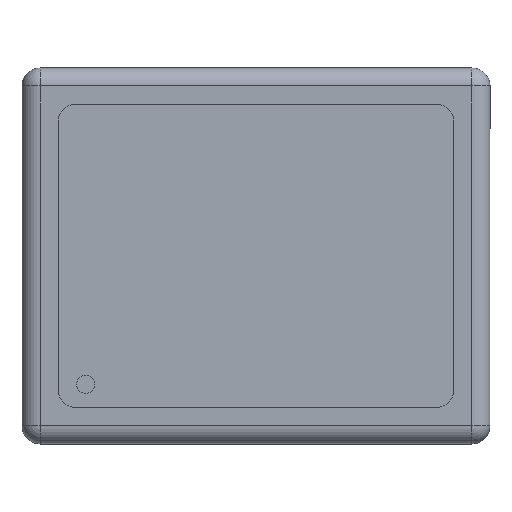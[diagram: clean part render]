
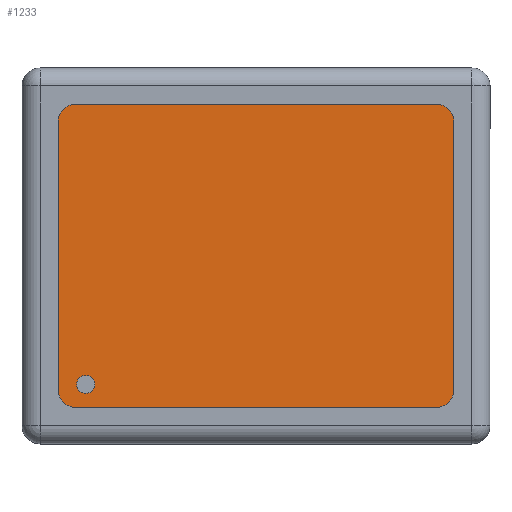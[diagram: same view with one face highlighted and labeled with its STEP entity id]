
A CAD part, top view. The second image highlights one B-rep face of the part: STEP entity #1233.
In plain terms, the highlighted planar face has unit normal (0, 0, 1).
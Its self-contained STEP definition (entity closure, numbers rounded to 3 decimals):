
#889=CARTESIAN_POINT('',(-9.43,-6.62,10.5));
#890=VERTEX_POINT('',#889);
#906=CARTESIAN_POINT('',(-9.43,-7.62,10.5));
#907=VERTEX_POINT('',#906);
#914=CARTESIAN_POINT('',(-9.43,-7.12,10.5));
#915=DIRECTION('',(0.0,0.0,-1.0));
#916=DIRECTION('',(0.0,1.0,0.0));
#917=AXIS2_PLACEMENT_3D('',#914,#915,#916);
#918=CIRCLE('',#917,0.5);
#919=EDGE_CURVE('',#890,#907,#918,.T.);
#930=CARTESIAN_POINT('',(-9.43,-7.12,10.5));
#931=DIRECTION('',(0.0,0.0,-1.0));
#932=DIRECTION('',(0.0,1.0,0.0));
#933=AXIS2_PLACEMENT_3D('',#930,#931,#932);
#934=CIRCLE('',#933,0.5);
#935=EDGE_CURVE('',#907,#890,#934,.T.);
#963=CARTESIAN_POINT('',(9.95,8.4,10.5));
#964=VERTEX_POINT('',#963);
#965=CARTESIAN_POINT('',(10.95,7.4,10.5));
#966=VERTEX_POINT('',#965);
#967=CARTESIAN_POINT('',(9.95,7.4,10.5));
#968=DIRECTION('',(0.0,0.0,-1.0));
#969=DIRECTION('',(0.707,0.707,0.0));
#970=AXIS2_PLACEMENT_3D('',#967,#968,#969);
#971=CIRCLE('',#970,1.);
#972=EDGE_CURVE('',#964,#966,#971,.T.);
#1005=CARTESIAN_POINT('',(10.95,-7.4,10.5));
#1006=VERTEX_POINT('',#1005);
#1007=CARTESIAN_POINT('',(10.95,7.4,10.5));
#1008=DIRECTION('',(0.0,-1.0,0.0));
#1009=VECTOR('',#1008,14.8);
#1010=LINE('',#1007,#1009);
#1011=EDGE_CURVE('',#966,#1006,#1010,.T.);
#1036=CARTESIAN_POINT('',(9.95,-8.4,10.5));
#1037=VERTEX_POINT('',#1036);
#1038=CARTESIAN_POINT('',(9.95,-7.4,10.5));
#1039=DIRECTION('',(0.0,0.0,-1.0));
#1040=DIRECTION('',(0.707,-0.707,0.0));
#1041=AXIS2_PLACEMENT_3D('',#1038,#1039,#1040);
#1042=CIRCLE('',#1041,1.0);
#1043=EDGE_CURVE('',#1006,#1037,#1042,.T.);
#1069=CARTESIAN_POINT('',(-9.95,-8.4,10.5));
#1070=VERTEX_POINT('',#1069);
#1071=CARTESIAN_POINT('',(9.95,-8.4,10.5));
#1072=DIRECTION('',(-1.0,0.0,0.0));
#1073=VECTOR('',#1072,19.9);
#1074=LINE('',#1071,#1073);
#1075=EDGE_CURVE('',#1037,#1070,#1074,.T.);
#1100=CARTESIAN_POINT('',(-10.95,-7.4,10.5));
#1101=VERTEX_POINT('',#1100);
#1102=CARTESIAN_POINT('',(-9.95,-7.4,10.5));
#1103=DIRECTION('',(0.0,0.0,-1.0));
#1104=DIRECTION('',(-0.707,-0.707,0.0));
#1105=AXIS2_PLACEMENT_3D('',#1102,#1103,#1104);
#1106=CIRCLE('',#1105,1.0);
#1107=EDGE_CURVE('',#1070,#1101,#1106,.T.);
#1133=CARTESIAN_POINT('',(-10.95,7.4,10.5));
#1134=VERTEX_POINT('',#1133);
#1135=CARTESIAN_POINT('',(-10.95,-7.4,10.5));
#1136=DIRECTION('',(0.0,1.0,0.0));
#1137=VECTOR('',#1136,14.8);
#1138=LINE('',#1135,#1137);
#1139=EDGE_CURVE('',#1101,#1134,#1138,.T.);
#1164=CARTESIAN_POINT('',(-9.95,8.4,10.5));
#1165=VERTEX_POINT('',#1164);
#1166=CARTESIAN_POINT('',(-9.95,7.4,10.5));
#1167=DIRECTION('',(0.0,0.0,-1.0));
#1168=DIRECTION('',(-0.707,0.707,0.0));
#1169=AXIS2_PLACEMENT_3D('',#1166,#1167,#1168);
#1170=CIRCLE('',#1169,1.);
#1171=EDGE_CURVE('',#1134,#1165,#1170,.T.);
#1197=CARTESIAN_POINT('',(-9.95,8.4,10.5));
#1198=DIRECTION('',(1.0,0.0,0.0));
#1199=VECTOR('',#1198,19.9);
#1200=LINE('',#1197,#1199);
#1201=EDGE_CURVE('',#1165,#964,#1200,.T.);
#1214=CARTESIAN_POINT('',(0.,0.,10.5));
#1215=DIRECTION('',(0.0,0.0,1.0));
#1216=DIRECTION('',(0.0,1.0,0.0));
#1217=AXIS2_PLACEMENT_3D('',#1214,#1215,#1216);
#1218=PLANE('',#1217);
#1219=ORIENTED_EDGE('',*,*,#972,.F.);
#1220=ORIENTED_EDGE('',*,*,#1201,.F.);
#1221=ORIENTED_EDGE('',*,*,#1171,.F.);
#1222=ORIENTED_EDGE('',*,*,#1139,.F.);
#1223=ORIENTED_EDGE('',*,*,#1107,.F.);
#1224=ORIENTED_EDGE('',*,*,#1075,.F.);
#1225=ORIENTED_EDGE('',*,*,#1043,.F.);
#1226=ORIENTED_EDGE('',*,*,#1011,.F.);
#1227=EDGE_LOOP('',(#1219,#1220,#1221,#1222,#1223,#1224,#1225,#1226));
#1228=FACE_OUTER_BOUND('',#1227,.T.);
#1229=ORIENTED_EDGE('',*,*,#919,.T.);
#1230=ORIENTED_EDGE('',*,*,#935,.T.);
#1231=EDGE_LOOP('',(#1229,#1230));
#1232=FACE_BOUND('',#1231,.T.);
#1233=ADVANCED_FACE('',(#1228,#1232),#1218,.T.);
